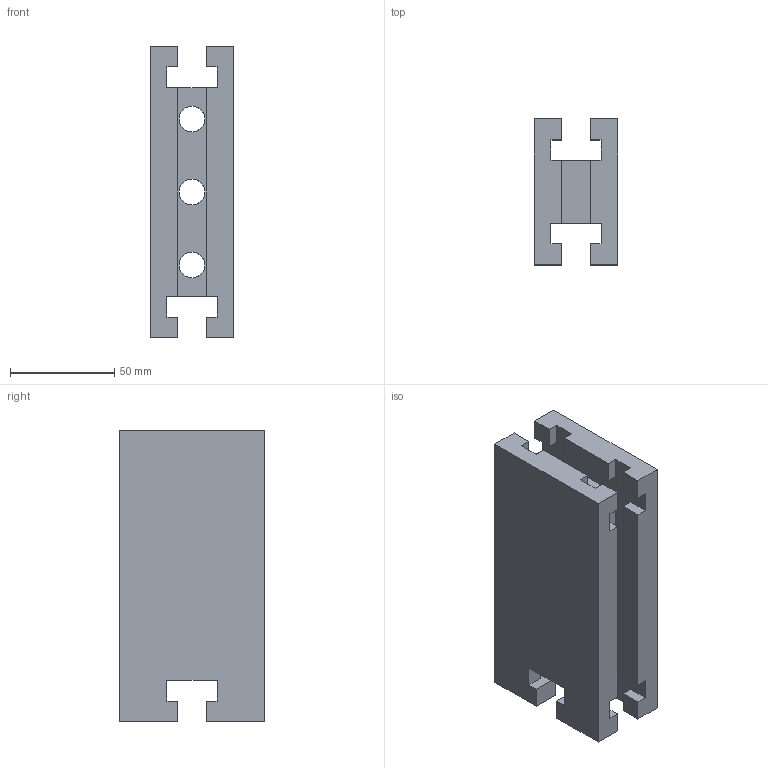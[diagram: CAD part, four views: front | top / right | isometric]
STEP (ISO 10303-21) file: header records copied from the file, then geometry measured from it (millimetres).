
FILE_DESCRIPTION(('STEP AP214'),'1');
FILE_NAME('halderv_eh_1211_200.stp','2014-06-18T11:45:52',('TraceParts'),('TraceParts S.A.'),'XStep 1.0',' ',' ');
FILE_SCHEMA(('automotive_design'));
Length unit declared in the file: millimetre
Products named in the file (1): 1
Bounding box: 40 x 70 x 140 mm (x, y, z)
Volume: 236605.8 mm3; surface area: 56823.2 mm2
Topology: 1 solids, 1 shells, 104 faces, 306 edges, 201 vertices
Faces by surface type: plane 86, cylinder 12, cone 6
Entity records: 7000 total; most frequent: CARTESIAN_POINT 813, STYLED_ITEM 612, PRESENTATION_STYLE_ASSIGNMENT 612, COLOUR_RGB 612, ORIENTED_EDGE 612, DIRECTION 531, EDGE_CURVE 306, CURVE_STYLE 306
